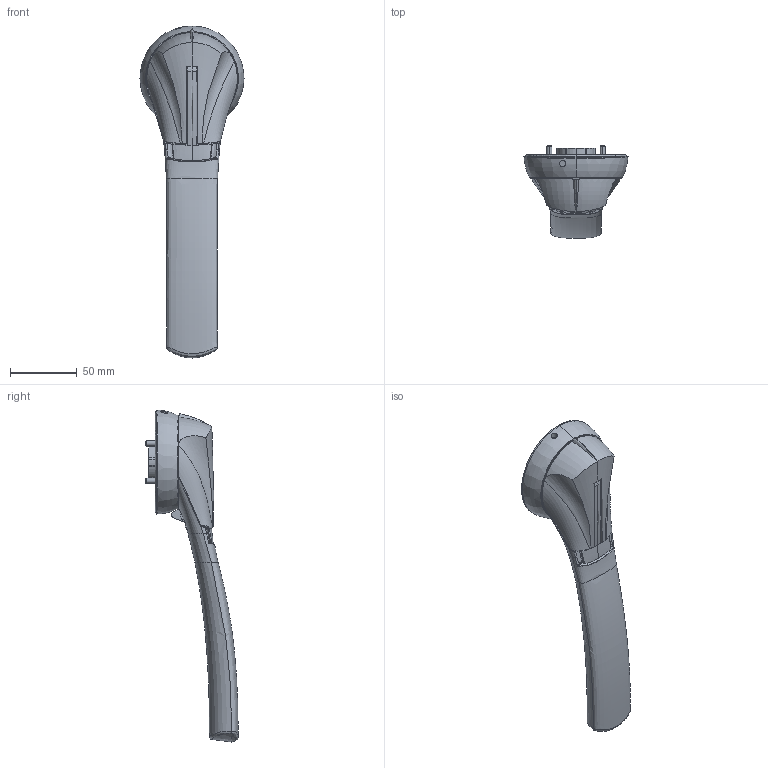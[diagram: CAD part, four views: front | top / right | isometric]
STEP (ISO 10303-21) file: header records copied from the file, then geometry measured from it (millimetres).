
FILE_DESCRIPTION (( 'STEP AP214' ), '1' );
FILE_NAME ('143F3813.step', '2018-06-04T12:59:05', ( '' ), ( '' ), 'SwSTEP 2.0', 'SolidWorks 2017', '' );
FILE_SCHEMA (( 'AUTOMOTIVE_DESIGN' ));
Length unit declared in the file: inch
Products named in the file (1): 143F3813
Bounding box: 77.98 x 69.11 x 248.73 mm (x, y, z)
Volume: 211500.8 mm3; surface area: 64764.7 mm2
Topology: 8 solids, 8 shells, 1514 faces, 4117 edges, 2731 vertices
Faces by surface type: plane 806, cylinder 544, bspline 116, cone 46, torus 2
Entity records: 159486 total; most frequent: CARTESIAN_POINT 121285, ORIENTED_EDGE 8230, DIRECTION 7612, EDGE_CURVE 4115, VERTEX_POINT 2731, AXIS2_PLACEMENT_3D 2623, VECTOR 2366, LINE 2366
